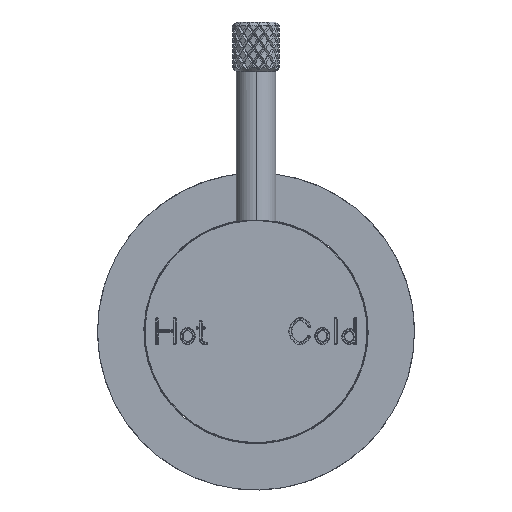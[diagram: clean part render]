
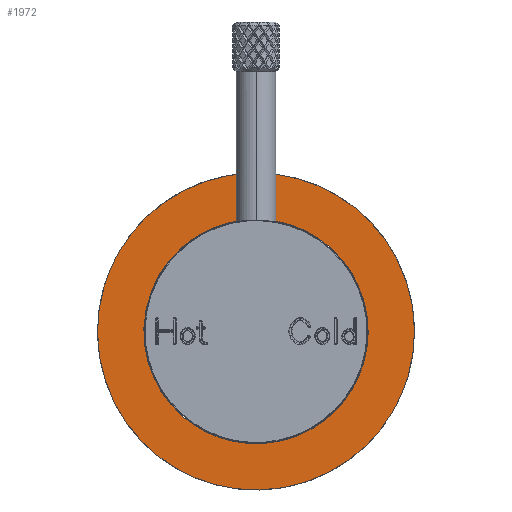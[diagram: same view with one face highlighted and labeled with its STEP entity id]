
A CAD part, front view. The second image highlights one B-rep face of the part: STEP entity #1972.
In plain terms, the highlighted planar face has unit normal (0, -1, 0).
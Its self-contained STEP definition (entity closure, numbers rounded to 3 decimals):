
#28=FACE_BOUND('',#3223,.T.);
#1972=ADVANCED_FACE('',(#2591,#28),#9629,.T.);
#2591=FACE_OUTER_BOUND('',#3222,.T.);
#3222=EDGE_LOOP('',(#5989,#5990));
#3223=EDGE_LOOP('',(#5991,#5992));
#5989=ORIENTED_EDGE('',*,*,#7384,.F.);
#5990=ORIENTED_EDGE('',*,*,#7380,.F.);
#5991=ORIENTED_EDGE('',*,*,#7386,.F.);
#5992=ORIENTED_EDGE('',*,*,#7376,.T.);
#7376=EDGE_CURVE('',#9559,#9560,#7969,.T.);
#7380=EDGE_CURVE('',#9563,#9564,#7971,.T.);
#7384=EDGE_CURVE('',#9564,#9563,#7973,.T.);
#7386=EDGE_CURVE('',#9559,#9560,#7975,.T.);
#7969=(
BOUNDED_CURVE()
B_SPLINE_CURVE(2,(#35584,#35585,#35586,#35587,#35588),.UNSPECIFIED.,.F.,
 .F.)
B_SPLINE_CURVE_WITH_KNOTS((3,2,3),(-71.157,-35.579,
0.),.UNSPECIFIED.)
CURVE()
GEOMETRIC_REPRESENTATION_ITEM()
RATIONAL_B_SPLINE_CURVE((1.,0.707,1.,0.707,1.))
REPRESENTATION_ITEM('')
);
#7971=(
BOUNDED_CURVE()
B_SPLINE_CURVE(2,(#35598,#35599,#35600,#35601,#35602),.UNSPECIFIED.,.F.,
 .F.)
B_SPLINE_CURVE_WITH_KNOTS((3,2,3),(0.,50.265,100.531),
 .UNSPECIFIED.)
CURVE()
GEOMETRIC_REPRESENTATION_ITEM()
RATIONAL_B_SPLINE_CURVE((1.,0.707,1.,0.707,1.))
REPRESENTATION_ITEM('')
);
#7973=(
BOUNDED_CURVE()
B_SPLINE_CURVE(2,(#35612,#35613,#35614,#35615,#35616),.UNSPECIFIED.,.F.,
 .F.)
B_SPLINE_CURVE_WITH_KNOTS((3,2,3),(0.,50.265,100.531),
 .UNSPECIFIED.)
CURVE()
GEOMETRIC_REPRESENTATION_ITEM()
RATIONAL_B_SPLINE_CURVE((1.,0.707,1.,0.707,1.))
REPRESENTATION_ITEM('')
);
#7975=(
BOUNDED_CURVE()
B_SPLINE_CURVE(2,(#35622,#35623,#35624,#35625,#35626),.UNSPECIFIED.,.F.,
 .F.)
B_SPLINE_CURVE_WITH_KNOTS((3,2,3),(0.,35.579,71.157),
 .UNSPECIFIED.)
CURVE()
GEOMETRIC_REPRESENTATION_ITEM()
RATIONAL_B_SPLINE_CURVE((1.,0.707,1.,0.707,1.))
REPRESENTATION_ITEM('')
);
#9559=VERTEX_POINT('',#35576);
#9560=VERTEX_POINT('',#35577);
#9563=VERTEX_POINT('',#35580);
#9564=VERTEX_POINT('',#35581);
#9629=PLANE('',#10233);
#10233=AXIS2_PLACEMENT_3D('',#35573,#10418,$);
#10418=DIRECTION('',(0.,-1.,0.));
#35573=CARTESIAN_POINT('',(-25.801,-4.8,98.279));
#35576=CARTESIAN_POINT('',(-19.558,-4.8,11.424));
#35577=CARTESIAN_POINT('',(19.558,-4.8,-11.424));
#35580=CARTESIAN_POINT('',(27.631,-4.8,-16.14));
#35581=CARTESIAN_POINT('',(-27.631,-4.8,16.14));
#35584=CARTESIAN_POINT('',(-19.558,-4.8,11.424));
#35585=CARTESIAN_POINT('',(-8.134,-4.8,30.982));
#35586=CARTESIAN_POINT('',(11.424,-4.8,19.558));
#35587=CARTESIAN_POINT('',(30.982,-4.8,8.134));
#35588=CARTESIAN_POINT('',(19.558,-4.8,-11.424));
#35598=CARTESIAN_POINT('',(27.631,-4.8,-16.14));
#35599=CARTESIAN_POINT('',(11.491,-4.8,-43.772));
#35600=CARTESIAN_POINT('',(-16.14,-4.8,-27.631));
#35601=CARTESIAN_POINT('',(-43.772,-4.8,-11.491));
#35602=CARTESIAN_POINT('',(-27.631,-4.8,16.14));
#35612=CARTESIAN_POINT('',(-27.631,-4.8,16.14));
#35613=CARTESIAN_POINT('',(-11.491,-4.8,43.772));
#35614=CARTESIAN_POINT('',(16.14,-4.8,27.631));
#35615=CARTESIAN_POINT('',(43.772,-4.8,11.491));
#35616=CARTESIAN_POINT('',(27.631,-4.8,-16.14));
#35622=CARTESIAN_POINT('',(-19.558,-4.8,11.424));
#35623=CARTESIAN_POINT('',(-30.982,-4.8,-8.134));
#35624=CARTESIAN_POINT('',(-11.424,-4.8,-19.558));
#35625=CARTESIAN_POINT('',(8.134,-4.8,-30.982));
#35626=CARTESIAN_POINT('',(19.558,-4.8,-11.424));
